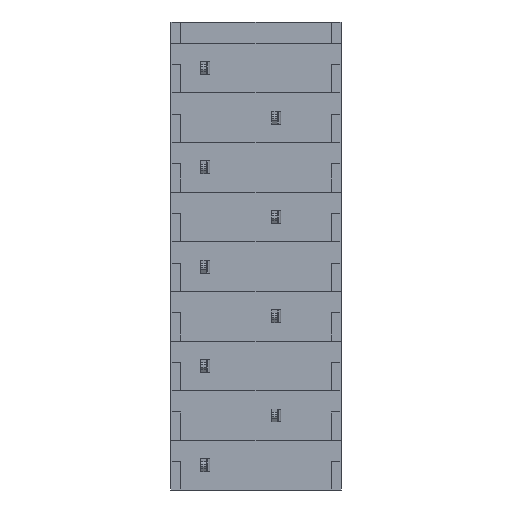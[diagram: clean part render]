
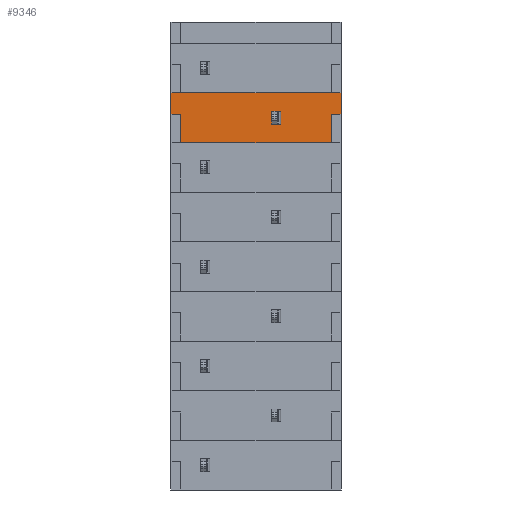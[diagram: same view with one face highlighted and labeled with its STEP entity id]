
A CAD part, front view. The second image highlights one B-rep face of the part: STEP entity #9346.
In plain terms, the highlighted planar face has unit normal (0, -1, 0).
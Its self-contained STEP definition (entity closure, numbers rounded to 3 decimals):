
#79 = EDGE_CURVE ( 'NONE', #2796, #13689, #12093, .T. ) ;
#181 = VERTEX_POINT ( 'NONE', #7927 ) ;
#350 = ORIENTED_EDGE ( 'NONE', *, *, #4533, .F. ) ;
#393 = LINE ( 'NONE', #12529, #12676 ) ;
#740 = EDGE_CURVE ( 'NONE', #1298, #5444, #2390, .T. ) ;
#762 = ORIENTED_EDGE ( 'NONE', *, *, #13678, .T. ) ;
#790 = LINE ( 'NONE', #10697, #1362 ) ;
#887 = LINE ( 'NONE', #10876, #7634 ) ;
#962 = DIRECTION ( 'NONE',  ( 1., 0., 0. ) ) ;
#1083 = CARTESIAN_POINT ( 'NONE',  ( 0.7, 0.3, -3.5 ) ) ;
#1091 = PLANE ( 'NONE',  #2196 ) ;
#1093 = CARTESIAN_POINT ( 'NONE',  ( 7.5, 0.3, -3.5 ) ) ;
#1161 = DIRECTION ( 'NONE',  ( -1., 0., 0. ) ) ;
#1195 = VECTOR ( 'NONE', #11173, 1000. ) ;
#1240 = VECTOR ( 'NONE', #2482, 1000. ) ;
#1298 = VERTEX_POINT ( 'NONE', #6207 ) ;
#1362 = VECTOR ( 'NONE', #8558, 1000. ) ;
#2196 = AXIS2_PLACEMENT_3D ( 'NONE', #5210, #2973, #8709 ) ;
#2390 = LINE ( 'NONE', #1093, #5358 ) ;
#2482 = DIRECTION ( 'NONE',  ( -1., 0., 0. ) ) ;
#2615 = CARTESIAN_POINT ( 'NONE',  ( 0., 0.3, 0. ) ) ;
#2796 = VERTEX_POINT ( 'NONE', #12013 ) ;
#2973 = DIRECTION ( 'NONE',  ( 0., -1., 0. ) ) ;
#3395 = CARTESIAN_POINT ( 'NONE',  ( 0.7, 0.3, -1.5 ) ) ;
#3573 = DIRECTION ( 'NONE',  ( 0., 0., 1. ) ) ;
#3649 = LINE ( 'NONE', #3800, #13141 ) ;
#3800 = CARTESIAN_POINT ( 'NONE',  ( 0.7, 0.3, -1.5 ) ) ;
#4053 = ORIENTED_EDGE ( 'NONE', *, *, #79, .T. ) ;
#4264 = LINE ( 'NONE', #3395, #5760 ) ;
#4295 = CARTESIAN_POINT ( 'NONE',  ( 7.5, 0.3, -2.2 ) ) ;
#4334 = VERTEX_POINT ( 'NONE', #2615 ) ;
#4533 = EDGE_CURVE ( 'NONE', #11563, #4334, #790, .T. ) ;
#4630 = CARTESIAN_POINT ( 'NONE',  ( 0., 0.3, -1.5 ) ) ;
#4714 = CARTESIAN_POINT ( 'NONE',  ( 0.7, 0.3, -1.5 ) ) ;
#4721 = EDGE_CURVE ( 'NONE', #5444, #6287, #8660, .T. ) ;
#4944 = DIRECTION ( 'NONE',  ( 0., 0., 1. ) ) ;
#5210 = CARTESIAN_POINT ( 'NONE',  ( 0.7, 0.3, -3.5 ) ) ;
#5358 = VECTOR ( 'NONE', #7838, 1000. ) ;
#5444 = VERTEX_POINT ( 'NONE', #4295 ) ;
#5492 = DIRECTION ( 'NONE',  ( 0., 0., -1. ) ) ;
#5510 = VECTOR ( 'NONE', #4944, 1000. ) ;
#5572 = EDGE_CURVE ( 'NONE', #1298, #9864, #9139, .T. ) ;
#5687 = ORIENTED_EDGE ( 'NONE', *, *, #5572, .F. ) ;
#5760 = VECTOR ( 'NONE', #1161, 1000. ) ;
#6207 = CARTESIAN_POINT ( 'NONE',  ( 7.5, 0.3, -1.3 ) ) ;
#6287 = VERTEX_POINT ( 'NONE', #6855 ) ;
#6372 = EDGE_CURVE ( 'NONE', #11563, #11262, #3649, .T. ) ;
#6423 = VECTOR ( 'NONE', #5492, 1000. ) ;
#6667 = ORIENTED_EDGE ( 'NONE', *, *, #9439, .T. ) ;
#6855 = CARTESIAN_POINT ( 'NONE',  ( 7.1, 0.3, -2.2 ) ) ;
#6902 = CARTESIAN_POINT ( 'NONE',  ( 11.3, 0.3, -3.5 ) ) ;
#7188 = CARTESIAN_POINT ( 'NONE',  ( 12., 0.3, 0. ) ) ;
#7411 = EDGE_CURVE ( 'NONE', #4334, #12438, #887, .T. ) ;
#7468 = ORIENTED_EDGE ( 'NONE', *, *, #4721, .T. ) ;
#7511 = ORIENTED_EDGE ( 'NONE', *, *, #13386, .T. ) ;
#7634 = VECTOR ( 'NONE', #962, 1000. ) ;
#7757 = LINE ( 'NONE', #6902, #12807 ) ;
#7838 = DIRECTION ( 'NONE',  ( 0., 0., -1. ) ) ;
#7927 = CARTESIAN_POINT ( 'NONE',  ( 11.3, 0.3, -1.5 ) ) ;
#8080 = CARTESIAN_POINT ( 'NONE',  ( 7.1, 0.3, -1.3 ) ) ;
#8150 = CARTESIAN_POINT ( 'NONE',  ( 7.1, 0.3, -3.5 ) ) ;
#8154 = DIRECTION ( 'NONE',  ( 1., 0., 0. ) ) ;
#8285 = FACE_OUTER_BOUND ( 'NONE', #10549, .T. ) ;
#8558 = DIRECTION ( 'NONE',  ( 0., 0., 1. ) ) ;
#8660 = LINE ( 'NONE', #13896, #10140 ) ;
#8709 = DIRECTION ( 'NONE',  ( 1., 0., 0. ) ) ;
#8874 = CARTESIAN_POINT ( 'NONE',  ( 11.704, 0.3, -3.5 ) ) ;
#9023 = VERTEX_POINT ( 'NONE', #13634 ) ;
#9139 = LINE ( 'NONE', #13531, #1240 ) ;
#9148 = CARTESIAN_POINT ( 'NONE',  ( 11.3, 0.3, -3.5 ) ) ;
#9346 = ADVANCED_FACE ( 'NONE', ( #8285, #10865 ), #1091, .T. ) ;
#9374 = EDGE_LOOP ( 'NONE', ( #13850, #7468, #762, #5687 ) ) ;
#9439 = EDGE_CURVE ( 'NONE', #13689, #181, #7757, .T. ) ;
#9864 = VERTEX_POINT ( 'NONE', #8080 ) ;
#10140 = VECTOR ( 'NONE', #11682, 1000. ) ;
#10297 = LINE ( 'NONE', #8150, #5510 ) ;
#10549 = EDGE_LOOP ( 'NONE', ( #7511, #4053, #6667, #13144, #10702, #14050, #350, #14059 ) ) ;
#10697 = CARTESIAN_POINT ( 'NONE',  ( 0., 0.3, -3.5 ) ) ;
#10702 = ORIENTED_EDGE ( 'NONE', *, *, #13681, .T. ) ;
#10865 = FACE_BOUND ( 'NONE', #9374, .T. ) ;
#10876 = CARTESIAN_POINT ( 'NONE',  ( -0.2, 0.3, 0. ) ) ;
#11152 = DIRECTION ( 'NONE',  ( 0., 0., 1. ) ) ;
#11173 = DIRECTION ( 'NONE',  ( 1., 0., 0. ) ) ;
#11262 = VERTEX_POINT ( 'NONE', #4714 ) ;
#11563 = VERTEX_POINT ( 'NONE', #4630 ) ;
#11682 = DIRECTION ( 'NONE',  ( -1., 0., 0. ) ) ;
#11998 = LINE ( 'NONE', #1083, #6423 ) ;
#12013 = CARTESIAN_POINT ( 'NONE',  ( 0.7, 0.3, -3.5 ) ) ;
#12093 = LINE ( 'NONE', #8874, #1195 ) ;
#12438 = VERTEX_POINT ( 'NONE', #7188 ) ;
#12529 = CARTESIAN_POINT ( 'NONE',  ( 12., 0.3, -3.5 ) ) ;
#12676 = VECTOR ( 'NONE', #3573, 1000. ) ;
#12807 = VECTOR ( 'NONE', #11152, 1000. ) ;
#13141 = VECTOR ( 'NONE', #8154, 1000. ) ;
#13144 = ORIENTED_EDGE ( 'NONE', *, *, #14119, .F. ) ;
#13386 = EDGE_CURVE ( 'NONE', #11262, #2796, #11998, .T. ) ;
#13531 = CARTESIAN_POINT ( 'NONE',  ( 0.7, 0.3, -1.3 ) ) ;
#13634 = CARTESIAN_POINT ( 'NONE',  ( 12., 0.3, -1.5 ) ) ;
#13678 = EDGE_CURVE ( 'NONE', #6287, #9864, #10297, .T. ) ;
#13681 = EDGE_CURVE ( 'NONE', #9023, #12438, #393, .T. ) ;
#13689 = VERTEX_POINT ( 'NONE', #9148 ) ;
#13850 = ORIENTED_EDGE ( 'NONE', *, *, #740, .T. ) ;
#13896 = CARTESIAN_POINT ( 'NONE',  ( 0.7, 0.3, -2.2 ) ) ;
#14050 = ORIENTED_EDGE ( 'NONE', *, *, #7411, .F. ) ;
#14059 = ORIENTED_EDGE ( 'NONE', *, *, #6372, .T. ) ;
#14119 = EDGE_CURVE ( 'NONE', #9023, #181, #4264, .T. ) ;
